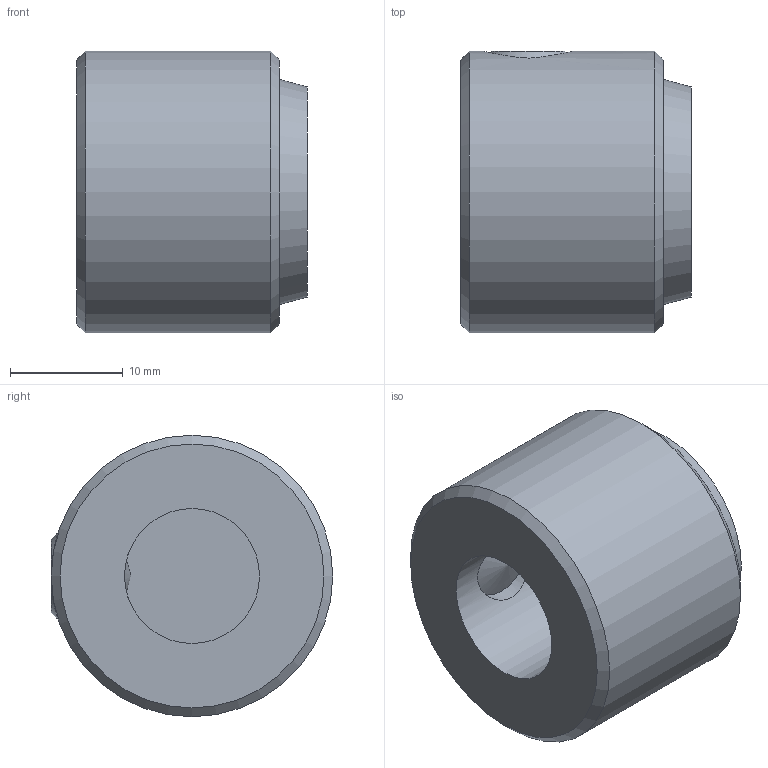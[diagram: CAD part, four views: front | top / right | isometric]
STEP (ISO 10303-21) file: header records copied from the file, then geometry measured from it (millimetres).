
FILE_DESCRIPTION(/* description */ ('STEP AP214'),/* implementation_level */ '2;1');
FILE_NAME(/* name */ '11136_YSRP-25',/* time_stamp */ '2024-09-18T13:47:34+02:00',/* author */ ('License CC BY-ND 4.0'),/* organization */ ('CADENAS'),/* preprocessor_version */ 'ST-DEVELOPER v19.3',/* originating_system */ 'PARTsolutions',/* authorisation */ ' ');
FILE_SCHEMA (('AUTOMOTIVE_DESIGN {1 0 10303 214 3 1 1}'));
Length unit declared in the file: millimetre
Products named in the file (1): 11136 YSRP-25
Bounding box: 20.5 x 25 x 25 mm (x, y, z)
Volume: 8104.5 mm3; surface area: 2967.7 mm2
Topology: 1 solids, 1 shells, 22 faces, 46 edges, 30 vertices
Faces by surface type: plane 12, cone 7, cylinder 3
Full cylindrical faces by diameter (mm): 6.647 x1, 12 x1, 25 x1
Entity records: 581 total; most frequent: CARTESIAN_POINT 124, DIRECTION 88, ORIENTED_EDGE 70, EDGE_CURVE 35, FACE_BOUND 35, AXIS2_PLACEMENT_3D 35, EDGE_LOOP 34, VERTEX_POINT 28
